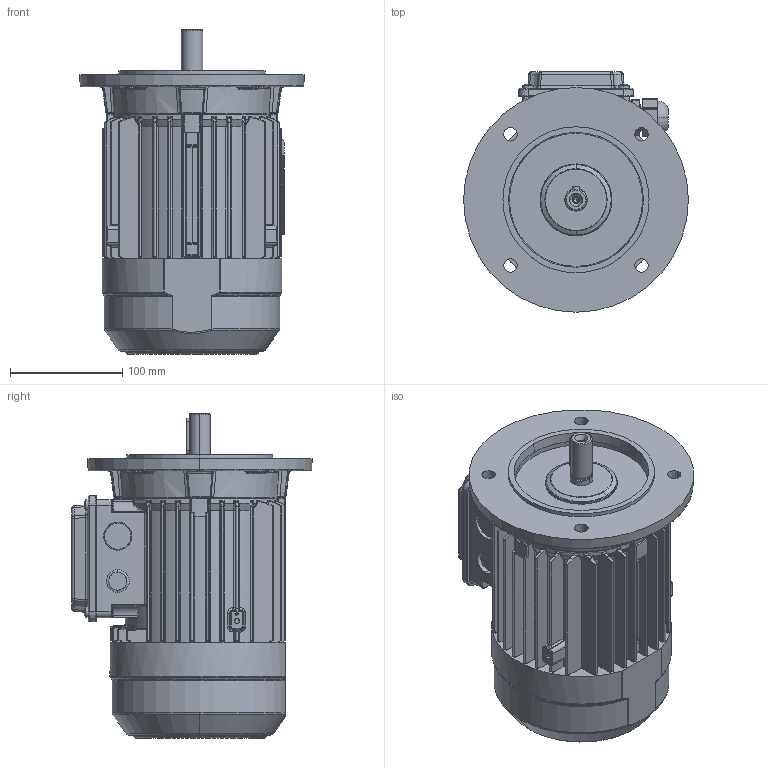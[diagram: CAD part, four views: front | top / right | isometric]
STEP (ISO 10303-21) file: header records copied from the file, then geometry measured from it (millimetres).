
FILE_DESCRIPTION (( 'STEP AP214' ), '1' );
FILE_NAME ('A-80M-B5_WOL.STEP', '2019-08-19T12:41:09', ( '' ), ( '' ), 'SwSTEP 2.0', 'SolidWorks 2018', '' );
FILE_SCHEMA (( 'AUTOMOTIVE_DESIGN' ));
Length unit declared in the file: millimetre
Products named in the file (1): A-80M-B5_WOL
Bounding box: 199.95 x 213.97 x 289 mm (x, y, z)
Volume: 4580052 mm3; surface area: 318009.5 mm2
Topology: 3 solids, 3 shells, 1788 faces, 4676 edges, 2847 vertices
Faces by surface type: bspline 665, cylinder 523, plane 357, cone 202, sphere 39, torus 2
Entity records: 94303 total; most frequent: CARTESIAN_POINT 57020, ORIENTED_EDGE 9186, DIRECTION 6089, EDGE_CURVE 4593, VERTEX_POINT 2847, AXIS2_PLACEMENT_3D 2309, EDGE_LOOP 1834, FACE_OUTER_BOUND 1788
